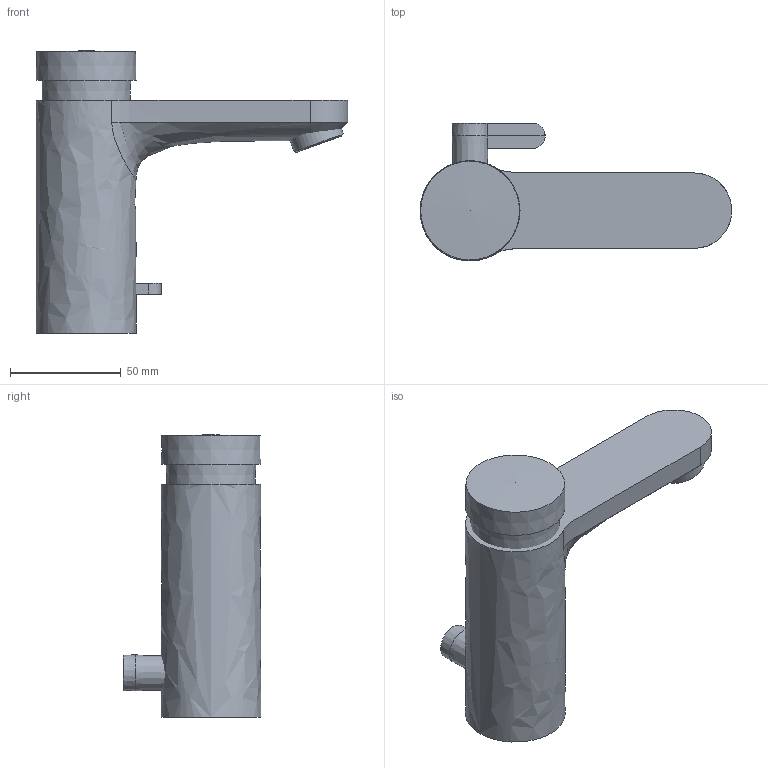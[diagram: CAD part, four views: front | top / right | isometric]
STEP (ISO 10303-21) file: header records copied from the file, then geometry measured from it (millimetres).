
FILE_DESCRIPTION(/* description */ ('Unknown'),/* implementation_level */ '2;1');
FILE_NAME(/* name */ '36317000',/* time_stamp */ '2022-09-09T03:22:12+02:00',/* author */ ('Unknown'),/* organization */ ('GROHE AG'),/* preprocessor_version */ 'ST-DEVELOPER v16.7',/* originating_system */ 'DEX',/* authorisation */ $);
FILE_SCHEMA (('AUTOMOTIVE_DESIGN {1 0 10303 214 3 1 1}'));
Length unit declared in the file: millimetre
Products named in the file (3): 36317000; id11; 101019 ECS Basin Mixer Body 105mm
Assembly tree (2 placements, depth 2):
  36317000
    id11
    101019 ECS Basin Mixer Body 105mm
Bounding box: 140.5 x 62.1 x 127.32 mm (x, y, z)
Volume: 20397.6 mm3; surface area: 35490.7 mm2
Topology: 1 solids, 5 shells, 24 faces, 57 edges, 37 vertices
Faces by surface type: plane 10, cone 5, bspline 5, cylinder 3, sphere 1
Full cylindrical faces by diameter (mm): 23.6 x1
Entity records: 1715 total; most frequent: CARTESIAN_POINT 1158, ORIENTED_EDGE 85, DIRECTION 84, EDGE_CURVE 46, AXIS2_PLACEMENT_3D 38, VERTEX_POINT 33, EDGE_LOOP 30, FACE_BOUND 30
